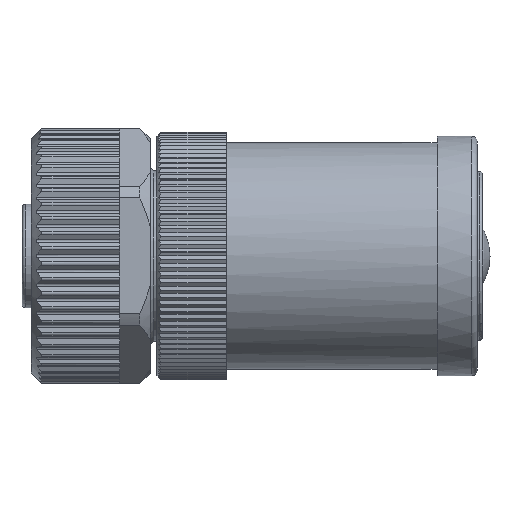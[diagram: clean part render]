
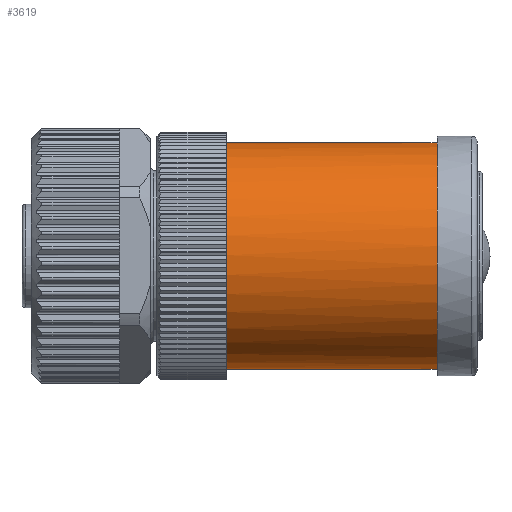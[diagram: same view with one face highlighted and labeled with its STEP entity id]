
A CAD part, top view. The second image highlights one B-rep face of the part: STEP entity #3619.
In plain terms, the highlighted cylindrical face has radius 9 mm (diameter 18 mm), a full revolution.
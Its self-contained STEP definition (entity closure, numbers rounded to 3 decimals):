
#280=B_SPLINE_CURVE_WITH_KNOTS('',3,(#18436,#18437,#18438,#18439,#18440,
#18441,#18442,#18443,#18444,#18445,#18446,#18447,#18448,#18449,#18450,#18451,
#18452,#18453,#18454,#18455,#18456,#18457),.UNSPECIFIED.,.F.,.F.,(4,2,2,
2,2,2,2,2,2,2,4),(0.,0.125,0.188,0.25,0.375,0.5,0.625,0.75,0.813,0.875,
1.),.UNSPECIFIED.);
#3619=ADVANCED_FACE('',(#4166,#4167),#4015,.T.);
#4015=CYLINDRICAL_SURFACE('',#12312,9.);
#4166=FACE_BOUND('',#4564,.T.);
#4167=FACE_BOUND('',#4565,.T.);
#4564=EDGE_LOOP('',(#6836));
#4565=EDGE_LOOP('',(#6837,#6838));
#6836=ORIENTED_EDGE('',*,*,#9961,.F.);
#6837=ORIENTED_EDGE('',*,*,#10547,.F.);
#6838=ORIENTED_EDGE('',*,*,#10544,.T.);
#8786=VERTEX_POINT('',#16655);
#9047=VERTEX_POINT('',#18458);
#9048=VERTEX_POINT('',#18459);
#9961=EDGE_CURVE('',#8786,#8786,#11521,.T.);
#10544=EDGE_CURVE('',#9047,#9048,#280,.T.);
#10547=EDGE_CURVE('',#9047,#9048,#11559,.T.);
#11521=CIRCLE('',#12034,9.);
#11559=CIRCLE('',#12310,9.);
#12034=AXIS2_PLACEMENT_3D('',#16654,#13573,#13574);
#12310=AXIS2_PLACEMENT_3D('',#18469,#14455,#14456);
#12312=AXIS2_PLACEMENT_3D('',#18471,#14459,#14460);
#13573=DIRECTION('',(-1.,0.,0.));
#13574=DIRECTION('',(0.,0.,-1.));
#14455=DIRECTION('',(1.,0.,0.));
#14456=DIRECTION('',(0.,0.,-1.));
#14459=DIRECTION('',(1.,0.,0.));
#14460=DIRECTION('',(0.,0.,1.));
#16654=CARTESIAN_POINT('',(2.1,0.,0.));
#16655=CARTESIAN_POINT('',(2.1,0.,-9.));
#18436=CARTESIAN_POINT('',(18.8,4.417,-7.842));
#18437=CARTESIAN_POINT('',(17.904,5.686,-7.127));
#18438=CARTESIAN_POINT('',(16.746,6.587,-6.197));
#18439=CARTESIAN_POINT('',(14.579,7.396,-5.148));
#18440=CARTESIAN_POINT('',(13.753,7.567,-4.872));
#18441=CARTESIAN_POINT('',(12.056,7.592,-4.833));
#18442=CARTESIAN_POINT('',(11.224,7.446,-5.073));
#18443=CARTESIAN_POINT('',(9.011,6.688,-6.081));
#18444=CARTESIAN_POINT('',(7.82,5.791,-7.033));
#18445=CARTESIAN_POINT('',(6.007,3.356,-8.47));
#18446=CARTESIAN_POINT('',(5.405,1.709,-8.996));
#18447=CARTESIAN_POINT('',(5.395,-1.665,-9.004));
#18448=CARTESIAN_POINT('',(5.986,-3.319,-8.488));
#18449=CARTESIAN_POINT('',(7.814,-5.791,-7.037));
#18450=CARTESIAN_POINT('',(8.992,-6.677,-6.094));
#18451=CARTESIAN_POINT('',(11.205,-7.442,-5.08));
#18452=CARTESIAN_POINT('',(12.049,-7.591,-4.835));
#18453=CARTESIAN_POINT('',(13.735,-7.569,-4.87));
#18454=CARTESIAN_POINT('',(14.559,-7.401,-5.14));
#18455=CARTESIAN_POINT('',(16.745,-6.59,-6.193));
#18456=CARTESIAN_POINT('',(17.906,-5.684,-7.128));
#18457=CARTESIAN_POINT('',(18.8,-4.417,-7.842));
#18458=CARTESIAN_POINT('',(18.8,4.417,-7.842));
#18459=CARTESIAN_POINT('',(18.8,-4.417,-7.842));
#18469=CARTESIAN_POINT('',(18.8,0.,0.));
#18471=CARTESIAN_POINT('',(0.,0.,0.));
